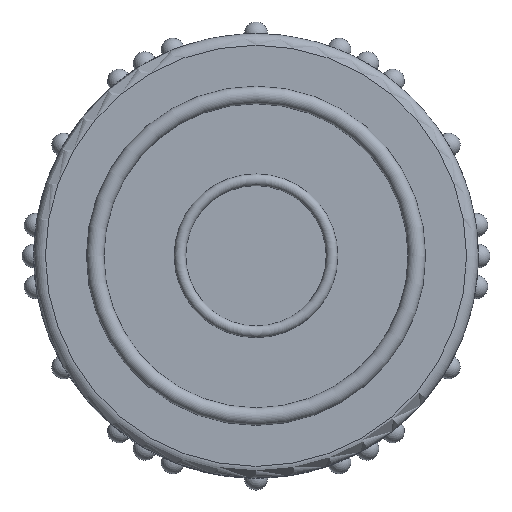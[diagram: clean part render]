
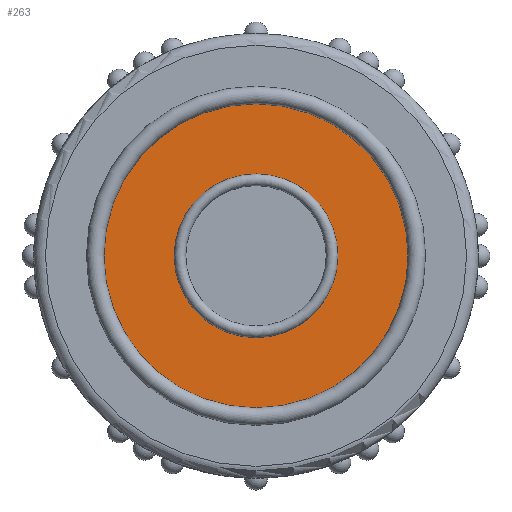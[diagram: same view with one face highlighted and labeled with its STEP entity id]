
A CAD part, top view. The second image highlights one B-rep face of the part: STEP entity #263.
In plain terms, the highlighted planar face has unit normal (0, 0, 1).
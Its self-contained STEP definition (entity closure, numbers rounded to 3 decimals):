
#263 = ADVANCED_FACE( '', ( #536, #537 ), #538, .F. );
#536 = FACE_BOUND( '', #802, .T. );
#537 = FACE_OUTER_BOUND( '', #803, .T. );
#538 = PLANE( '', #804 );
#802 = EDGE_LOOP( '', ( #1533 ) );
#803 = EDGE_LOOP( '', ( #1534 ) );
#804 = AXIS2_PLACEMENT_3D( '', #1535, #1536, #1537 );
#1533 = ORIENTED_EDGE( '', *, *, #1692, .F. );
#1534 = ORIENTED_EDGE( '', *, *, #1681, .F. );
#1535 = CARTESIAN_POINT( '', ( 19., 0., 22. ) );
#1536 = DIRECTION( '', ( 0., 0., -1. ) );
#1537 = DIRECTION( '', ( -1., 0., 0. ) );
#1681 = EDGE_CURVE( '', #2069, #2069, #2070, .F. );
#1692 = EDGE_CURVE( '', #2087, #2087, #2088, .F. );
#2069 = VERTEX_POINT( '', #2644 );
#2070 = CIRCLE( '', #2645, 13. );
#2087 = VERTEX_POINT( '', #2665 );
#2088 = CIRCLE( '', #2666, 7. );
#2644 = CARTESIAN_POINT( '', ( 13., 0., 22. ) );
#2645 = AXIS2_PLACEMENT_3D( '', #3335, #3336, #3337 );
#2665 = CARTESIAN_POINT( '', ( -7., 0., 22. ) );
#2666 = AXIS2_PLACEMENT_3D( '', #3353, #3354, #3355 );
#3335 = CARTESIAN_POINT( '', ( 0., 0., 22. ) );
#3336 = DIRECTION( '', ( 0., 0., 1. ) );
#3337 = DIRECTION( '', ( 1., 0., 0. ) );
#3353 = CARTESIAN_POINT( '', ( 0., 0., 22. ) );
#3354 = DIRECTION( '', ( 0., 0., -1. ) );
#3355 = DIRECTION( '', ( -1., 0., 0. ) );
